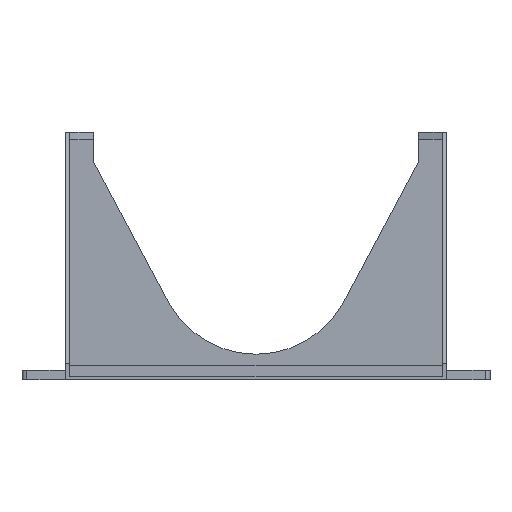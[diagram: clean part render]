
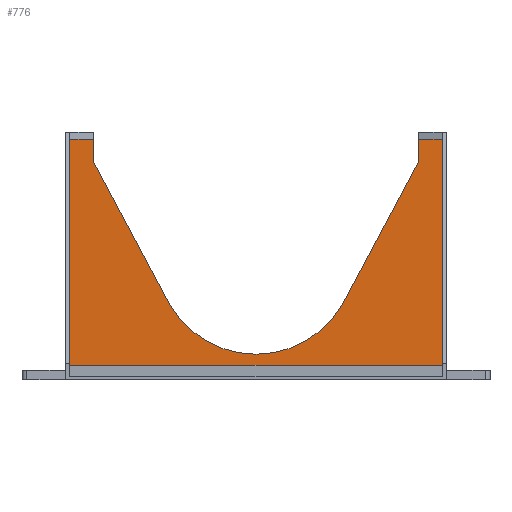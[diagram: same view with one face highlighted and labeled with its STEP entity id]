
A CAD part, top view. The second image highlights one B-rep face of the part: STEP entity #776.
In plain terms, the highlighted planar face has unit normal (0, 0, 1).
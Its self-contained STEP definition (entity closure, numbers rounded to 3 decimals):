
#670=CARTESIAN_POINT('',(845.4,22.6,166.18));
#671=VERTEX_POINT('',#670);
#680=CARTESIAN_POINT('',(855.4,22.6,166.18));
#681=VERTEX_POINT('',#680);
#682=CARTESIAN_POINT('',(845.4,22.6,166.18));
#683=DIRECTION('',(1.,-0.,-0.));
#684=VECTOR('',#683,10.);
#685=LINE('',#682,#684);
#686=EDGE_CURVE('',#671,#681,#685,.T.);
#697=CARTESIAN_POINT('',(745.4,-78.5,166.18));
#698=DIRECTION('',(-0.,-0.,-1.));
#699=DIRECTION('',(1.,0.,-0.));
#700=AXIS2_PLACEMENT_3D('',#697,#698,#699);
#701=PLANE('',#700);
#702=CARTESIAN_POINT('',(739.194,-47.85,166.18));
#703=VERTEX_POINT('',#702);
#704=CARTESIAN_POINT('',(706.6,13.23,166.18));
#705=VERTEX_POINT('',#704);
#706=CARTESIAN_POINT('',(739.194,-47.85,166.18));
#707=DIRECTION('',(-0.471,0.882,0.));
#708=VECTOR('',#707,69.233);
#709=LINE('',#706,#708);
#710=EDGE_CURVE('',#703,#705,#709,.T.);
#711=ORIENTED_EDGE('',*,*,#710,.T.);
#712=CARTESIAN_POINT('',(706.6,22.6,166.18));
#713=VERTEX_POINT('',#712);
#714=CARTESIAN_POINT('',(706.6,13.23,166.18));
#715=DIRECTION('',(-0.,1.,-0.));
#716=VECTOR('',#715,9.37);
#717=LINE('',#714,#716);
#718=EDGE_CURVE('',#705,#713,#717,.T.);
#719=ORIENTED_EDGE('',*,*,#718,.T.);
#720=CARTESIAN_POINT('',(696.6,22.6,166.18));
#721=VERTEX_POINT('',#720);
#722=CARTESIAN_POINT('',(706.6,22.6,166.18));
#723=DIRECTION('',(-1.,0.,0.));
#724=VECTOR('',#723,10.);
#725=LINE('',#722,#724);
#726=EDGE_CURVE('',#713,#721,#725,.T.);
#727=ORIENTED_EDGE('',*,*,#726,.T.);
#728=CARTESIAN_POINT('',(696.6,-78.8,166.18));
#729=VERTEX_POINT('',#728);
#730=CARTESIAN_POINT('',(696.6,22.6,166.18));
#731=DIRECTION('',(0.,-1.,0.));
#732=VECTOR('',#731,101.4);
#733=LINE('',#730,#732);
#734=EDGE_CURVE('',#721,#729,#733,.T.);
#735=ORIENTED_EDGE('',*,*,#734,.T.);
#736=CARTESIAN_POINT('',(855.4,-78.8,166.18));
#737=VERTEX_POINT('',#736);
#738=CARTESIAN_POINT('',(855.4,-78.8,166.18));
#739=DIRECTION('',(-1.,-0.,0.));
#740=VECTOR('',#739,158.8);
#741=LINE('',#738,#740);
#742=EDGE_CURVE('',#737,#729,#741,.T.);
#743=ORIENTED_EDGE('',*,*,#742,.F.);
#744=CARTESIAN_POINT('',(855.4,22.6,166.18));
#745=DIRECTION('',(0.,-1.,-0.));
#746=VECTOR('',#745,101.4);
#747=LINE('',#744,#746);
#748=EDGE_CURVE('',#681,#737,#747,.T.);
#749=ORIENTED_EDGE('',*,*,#748,.F.);
#750=ORIENTED_EDGE('',*,*,#686,.F.);
#751=CARTESIAN_POINT('',(845.4,13.23,166.18));
#752=VERTEX_POINT('',#751);
#753=CARTESIAN_POINT('',(845.4,13.23,166.18));
#754=DIRECTION('',(-0.,1.,-0.));
#755=VECTOR('',#754,9.37);
#756=LINE('',#753,#755);
#757=EDGE_CURVE('',#752,#671,#756,.T.);
#758=ORIENTED_EDGE('',*,*,#757,.F.);
#759=CARTESIAN_POINT('',(812.806,-47.85,166.18));
#760=VERTEX_POINT('',#759);
#761=CARTESIAN_POINT('',(812.806,-47.85,166.18));
#762=DIRECTION('',(0.471,0.882,-0.));
#763=VECTOR('',#762,69.233);
#764=LINE('',#761,#763);
#765=EDGE_CURVE('',#760,#752,#764,.T.);
#766=ORIENTED_EDGE('',*,*,#765,.F.);
#767=CARTESIAN_POINT('',(776.,-26.6,166.18));
#768=DIRECTION('',(0.,0.,1.));
#769=DIRECTION('',(1.,0.,-0.));
#770=AXIS2_PLACEMENT_3D('',#767,#768,#769);
#771=CIRCLE('',#770,42.5);
#772=EDGE_CURVE('',#703,#760,#771,.T.);
#773=ORIENTED_EDGE('',*,*,#772,.F.);
#774=EDGE_LOOP('',(#711,#719,#727,#735,#743,#749,#750,#758,#766,#773));
#775=FACE_BOUND('',#774,.T.);
#776=ADVANCED_FACE('',(#775),#701,.F.);
